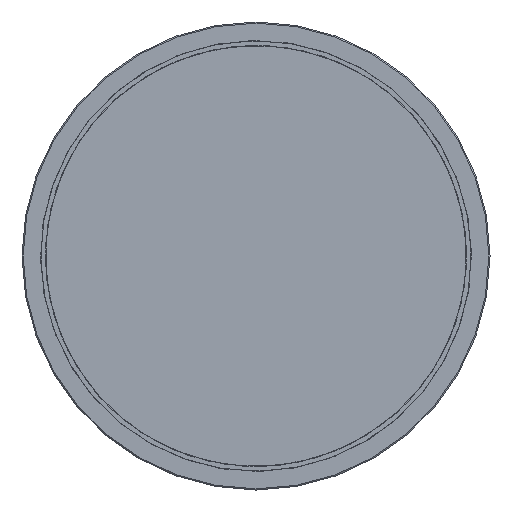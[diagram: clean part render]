
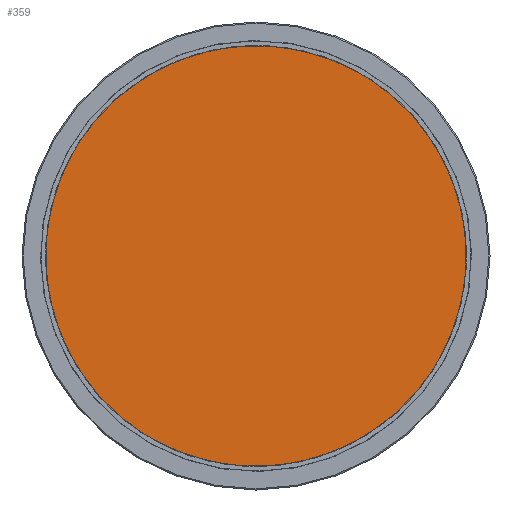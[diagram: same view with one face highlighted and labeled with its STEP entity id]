
A CAD part, front view. The second image highlights one B-rep face of the part: STEP entity #359.
In plain terms, the highlighted face is planar.
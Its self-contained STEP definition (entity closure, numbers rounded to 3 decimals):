
#51=PLANE('',#483);
#94=FACE_OUTER_BOUND('',#119,.T.);
#119=EDGE_LOOP('',(#319));
#155=CIRCLE('',#480,18.);
#190=VERTEX_POINT('',#718);
#233=EDGE_CURVE('',#190,#190,#155,.T.);
#319=ORIENTED_EDGE('',*,*,#233,.T.);
#359=ADVANCED_FACE('',(#94),#51,.T.);
#480=AXIS2_PLACEMENT_3D('',#719,#597,#598);
#483=AXIS2_PLACEMENT_3D('',#724,#604,#605);
#597=DIRECTION('center_axis',(0.,0.,1.));
#598=DIRECTION('ref_axis',(-1.,0.,0.));
#604=DIRECTION('center_axis',(0.,0.,1.));
#605=DIRECTION('ref_axis',(1.,0.,0.));
#718=CARTESIAN_POINT('',(18.,0.,6.));
#719=CARTESIAN_POINT('Origin',(0.,0.,6.));
#724=CARTESIAN_POINT('Origin',(0.,0.,
6.));
